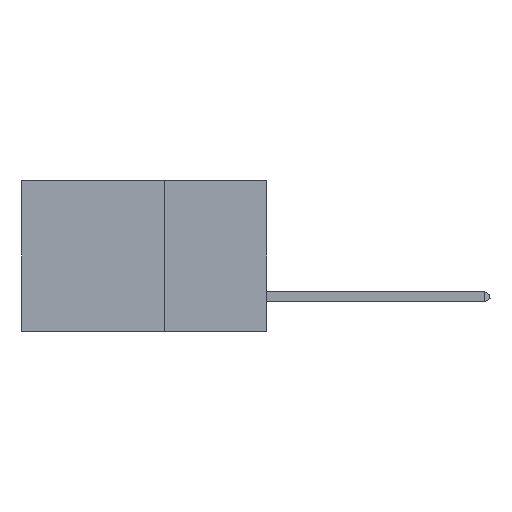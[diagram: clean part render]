
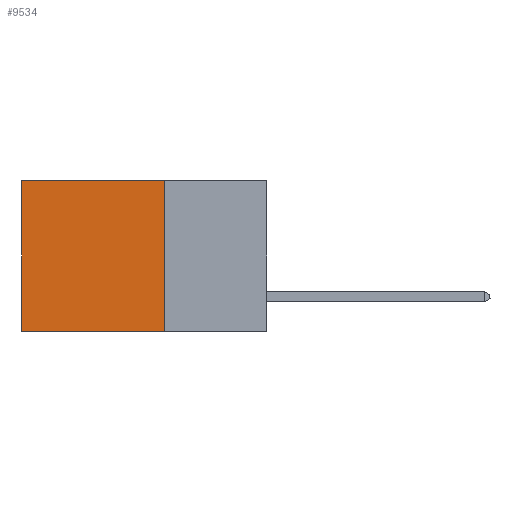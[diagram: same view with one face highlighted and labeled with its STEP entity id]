
A CAD part, left-side view. The second image highlights one B-rep face of the part: STEP entity #9534.
In plain terms, the highlighted planar face has unit normal (-1, 0, 0).
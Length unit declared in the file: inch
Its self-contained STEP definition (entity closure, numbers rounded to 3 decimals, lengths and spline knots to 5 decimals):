
#158 = PLANE ( 'NONE',  #11486 ) ;
#386 = DIRECTION ( 'NONE',  ( 1., 0., 0. ) ) ;
#410 = DIRECTION ( 'NONE',  ( 0., 0., -1. ) ) ;
#734 = EDGE_CURVE ( 'NONE', #7416, #17166, #3430, .T. ) ;
#1501 = LINE ( 'NONE', #4644, #10900 ) ;
#2421 = DIRECTION ( 'NONE',  ( 0., 0., -1. ) ) ;
#3430 = LINE ( 'NONE', #10919, #14508 ) ;
#4644 = CARTESIAN_POINT ( 'NONE',  ( 0.2875, 0.25, 0. ) ) ;
#5547 = CARTESIAN_POINT ( 'NONE',  ( 0.2875, 0.25, -0.37 ) ) ;
#5908 = CARTESIAN_POINT ( 'NONE',  ( 0.2875, 0.25, 0. ) ) ;
#6875 = CARTESIAN_POINT ( 'NONE',  ( 0.2875, 0.25, -0.37 ) ) ;
#6979 = CARTESIAN_POINT ( 'NONE',  ( 0.2875, 0.6, -0.37 ) ) ;
#7416 = VERTEX_POINT ( 'NONE', #8783 ) ;
#7784 = LINE ( 'NONE', #5547, #17239 ) ;
#8783 = CARTESIAN_POINT ( 'NONE',  ( 0.2875, 0.6, 0. ) ) ;
#9534 = ADVANCED_FACE ( 'NONE', ( #16337 ), #158, .F. ) ;
#10267 = VECTOR ( 'NONE', #2421, 39.37008 ) ;
#10831 = ORIENTED_EDGE ( 'NONE', *, *, #734, .T. ) ;
#10900 = VECTOR ( 'NONE', #11747, 39.37008 ) ;
#10919 = CARTESIAN_POINT ( 'NONE',  ( 0.2875, 0.6, 0. ) ) ;
#11486 = AXIS2_PLACEMENT_3D ( 'NONE', #19537, #386, #14220 ) ;
#11747 = DIRECTION ( 'NONE',  ( 0., 1., 0. ) ) ;
#12045 = ORIENTED_EDGE ( 'NONE', *, *, #15425, .F. ) ;
#12311 = EDGE_CURVE ( 'NONE', #18134, #7416, #1501, .T. ) ;
#13216 = ORIENTED_EDGE ( 'NONE', *, *, #12311, .T. ) ;
#14220 = DIRECTION ( 'NONE',  ( 0., 0., -1. ) ) ;
#14508 = VECTOR ( 'NONE', #410, 39.37008 ) ;
#14699 = LINE ( 'NONE', #5908, #10267 ) ;
#15425 = EDGE_CURVE ( 'NONE', #18134, #16639, #14699, .T. ) ;
#16337 = FACE_OUTER_BOUND ( 'NONE', #19525, .T. ) ;
#16639 = VERTEX_POINT ( 'NONE', #6875 ) ;
#17166 = VERTEX_POINT ( 'NONE', #6979 ) ;
#17239 = VECTOR ( 'NONE', #19596, 39.37008 ) ;
#17624 = ORIENTED_EDGE ( 'NONE', *, *, #20374, .F. ) ;
#18134 = VERTEX_POINT ( 'NONE', #20702 ) ;
#19525 = EDGE_LOOP ( 'NONE', ( #10831, #17624, #12045, #13216 ) ) ;
#19537 = CARTESIAN_POINT ( 'NONE',  ( 0.2875, 0.25, 0. ) ) ;
#19596 = DIRECTION ( 'NONE',  ( 0., 1., 0. ) ) ;
#20374 = EDGE_CURVE ( 'NONE', #16639, #17166, #7784, .T. ) ;
#20702 = CARTESIAN_POINT ( 'NONE',  ( 0.2875, 0.25, 0. ) ) ;
